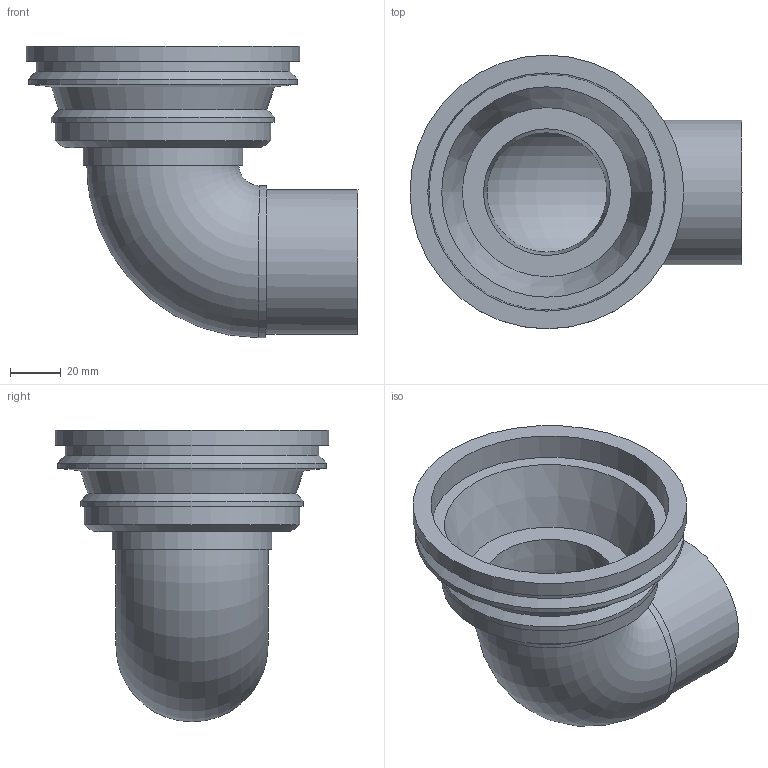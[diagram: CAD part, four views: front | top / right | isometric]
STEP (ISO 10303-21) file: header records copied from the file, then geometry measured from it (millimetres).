
FILE_DESCRIPTION(/* description */ ('STEP AP214'),/* implementation_level */ '2;1');
FILE_NAME(/* name */ '482068001(1)',/* time_stamp */ '2022-12-23T08:19:36+01:00',/* author */ ('License CC BY-ND 4.0'),/* organization */ ('CADENAS'),/* preprocessor_version */ 'ST-DEVELOPER v18.102',/* originating_system */ 'PARTsolutions',/* authorisation */ ' ');
FILE_SCHEMA (('AUTOMOTIVE_DESIGN {1 0 10303 214 3 1 1}'));
Length unit declared in the file: millimetre
Products named in the file (1): 482068001(1)
Bounding box: 130.95 x 108 x 115.01 mm (x, y, z)
Volume: 122404.9 mm3; surface area: 79059.6 mm2
Topology: 1 solids, 1 shells, 35 faces, 59 edges, 37 vertices
Faces by surface type: plane 13, cylinder 11, cone 9, torus 2
Full cylindrical faces by diameter (mm): 54 x1, 57 x2, 60 x2, 63 x1, 85 x1, 88 x1, 100 x1, 106 x1, 108 x1
Entity records: 738 total; most frequent: DIRECTION 142, CARTESIAN_POINT 106, AXIS2_PLACEMENT_3D 71, ORIENTED_EDGE 70, EDGE_LOOP 70, FACE_BOUND 70, EDGE_CURVE 35, VERTEX_POINT 35
